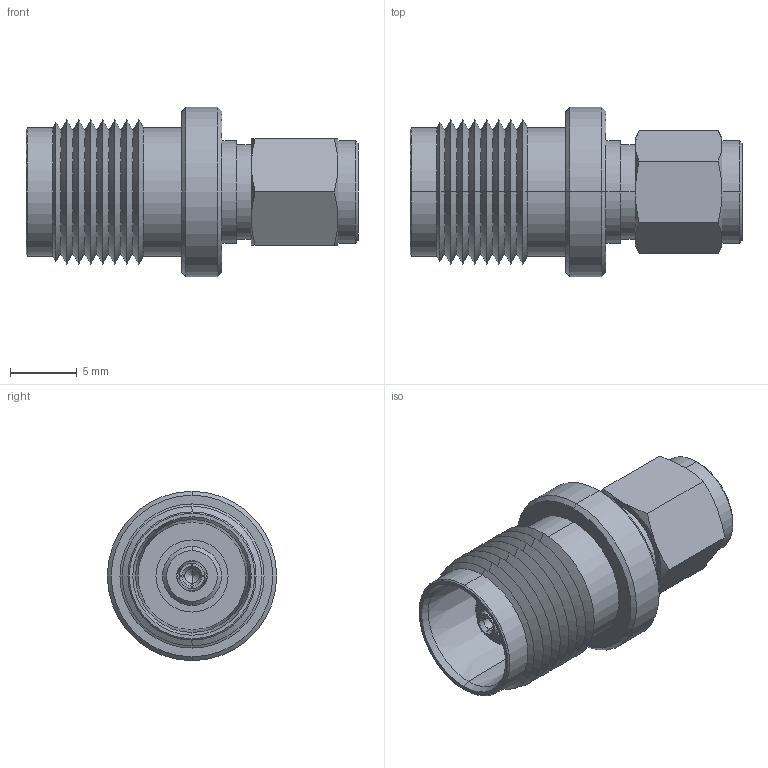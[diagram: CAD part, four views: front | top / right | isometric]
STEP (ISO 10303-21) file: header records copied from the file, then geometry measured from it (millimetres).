
FILE_DESCRIPTION (( 'STEP AP214' ), '1' );
FILE_NAME ('FMAD10078_3D.step', '2025-02-24T20:24:57', ( '' ), ( '' ), 'SwSTEP 2.0', 'SolidWorks 2022', '' );
FILE_SCHEMA (( 'AUTOMOTIVE_DESIGN' ));
Length unit declared in the file: millimetre
Products named in the file (1): FMAD10078_3D
Bounding box: 24.88 x 12.7 x 12.7 mm (x, y, z)
Volume: 1291.8 mm3; surface area: 1972.7 mm2
Topology: 1 solids, 1 shells, 182 faces, 384 edges, 218 vertices
Faces by surface type: cone 100, cylinder 42, plane 40
Entity records: 4950 total; most frequent: CARTESIAN_POINT 1005, DIRECTION 890, ORIENTED_EDGE 760, EDGE_CURVE 380, AXIS2_PLACEMENT_3D 375, VERTEX_POINT 218, EDGE_LOOP 200, CIRCLE 192
